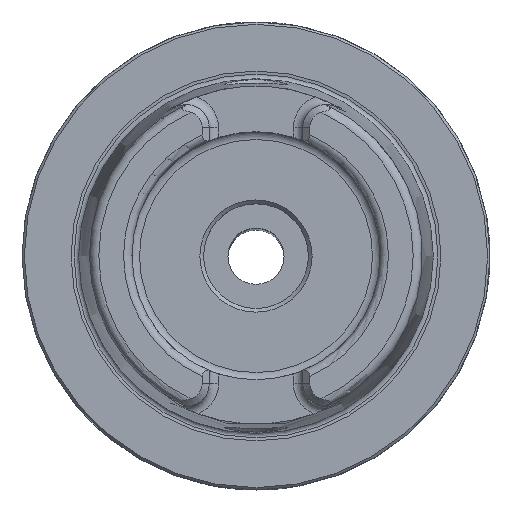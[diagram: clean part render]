
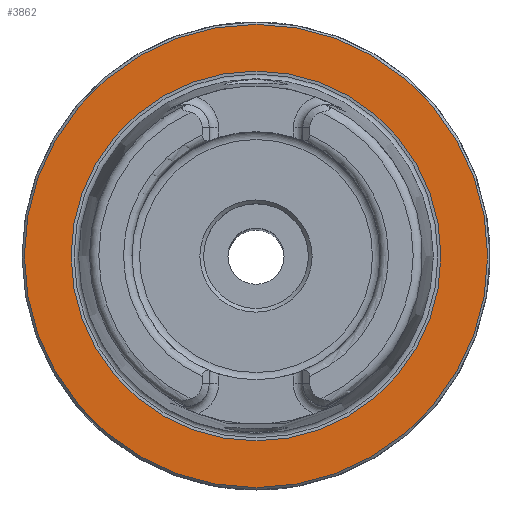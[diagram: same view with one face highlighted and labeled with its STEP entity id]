
A CAD part, top view. The second image highlights one B-rep face of the part: STEP entity #3862.
In plain terms, the highlighted planar face has unit normal (0, 0, 1).
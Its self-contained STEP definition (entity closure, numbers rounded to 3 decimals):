
#323=PLANE('',#4127);
#698=ORIENTED_EDGE('',*,*,#1208,.T.);
#699=ORIENTED_EDGE('',*,*,#1210,.F.);
#1208=EDGE_CURVE('',#1499,#1499,#1708,.T.);
#1210=EDGE_CURVE('',#1501,#1501,#1710,.T.);
#1499=VERTEX_POINT('',#5627);
#1501=VERTEX_POINT('',#5633);
#1708=CIRCLE('',#4124,49.5);
#1710=CIRCLE('',#4128,39.511);
#1927=EDGE_LOOP('',(#698));
#1928=EDGE_LOOP('',(#699));
#2231=FACE_BOUND('',#1927,.T.);
#2232=FACE_BOUND('',#1928,.T.);
#3862=ADVANCED_FACE('',(#2231,#2232),#323,.T.);
#4124=AXIS2_PLACEMENT_3D('',#5626,#4678,#4679);
#4127=AXIS2_PLACEMENT_3D('',#5631,#4684,#4685);
#4128=AXIS2_PLACEMENT_3D('',#5632,#4686,#4687);
#4678=DIRECTION('',(0.,0.,1.));
#4679=DIRECTION('',(1.,0.,0.));
#4684=DIRECTION('',(0.,0.,1.));
#4685=DIRECTION('',(1.,0.,0.));
#4686=DIRECTION('',(0.,0.,1.));
#4687=DIRECTION('',(1.,0.,0.));
#5626=CARTESIAN_POINT('',(0.,0.,120.));
#5627=CARTESIAN_POINT('',(49.5,0.,120.));
#5631=CARTESIAN_POINT('',(49.5,0.,120.));
#5632=CARTESIAN_POINT('',(0.,0.,120.));
#5633=CARTESIAN_POINT('',(39.511,0.,120.));
